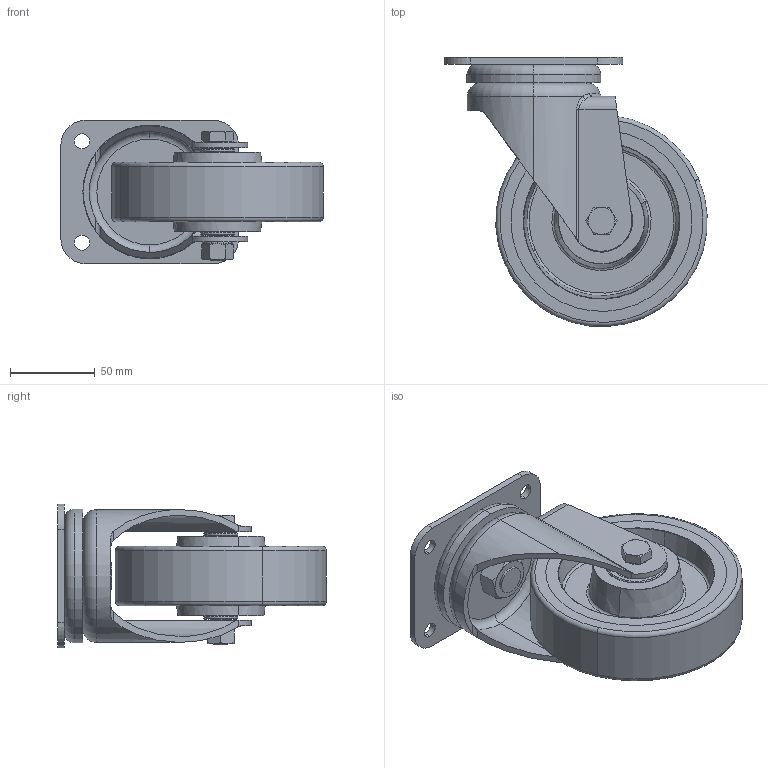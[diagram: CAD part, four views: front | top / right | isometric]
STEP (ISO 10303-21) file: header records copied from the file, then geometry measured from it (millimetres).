
FILE_DESCRIPTION (( 'STEP AP214' ), '1' );
FILE_NAME ('0012031.step', '2021-01-15T11:19:17', ( '' ), ( '' ), 'SwSTEP 2.0', 'SolidWorks 2018', '' );
FILE_SCHEMA (( 'AUTOMOTIVE_DESIGN' ));
Length unit declared in the file: millimetre
Products named in the file (1): 0012031
Bounding box: 154.89 x 158.89 x 85 mm (x, y, z)
Volume: 487115.2 mm3; surface area: 164511.3 mm2
Topology: 21 solids, 21 shells, 432 faces, 1007 edges, 594 vertices
Faces by surface type: plane 127, cylinder 122, cone 84, torus 63, bspline 36
Entity records: 18168 total; most frequent: CARTESIAN_POINT 3492, DIRECTION 2086, ORIENTED_EDGE 1950, EDGE_CURVE 975, AXIS2_PLACEMENT_3D 868, VERTEX_POINT 594, EDGE_LOOP 491, CIRCLE 471
